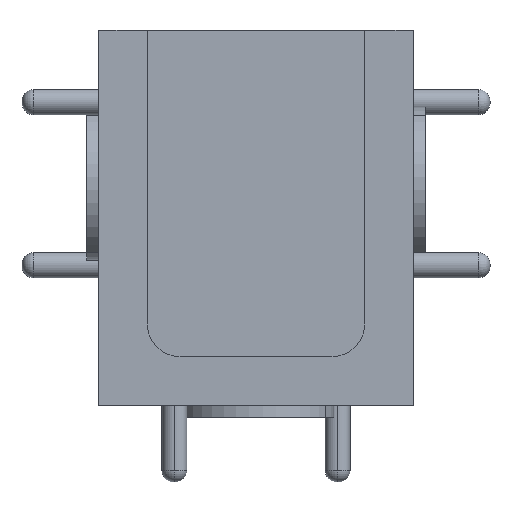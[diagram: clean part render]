
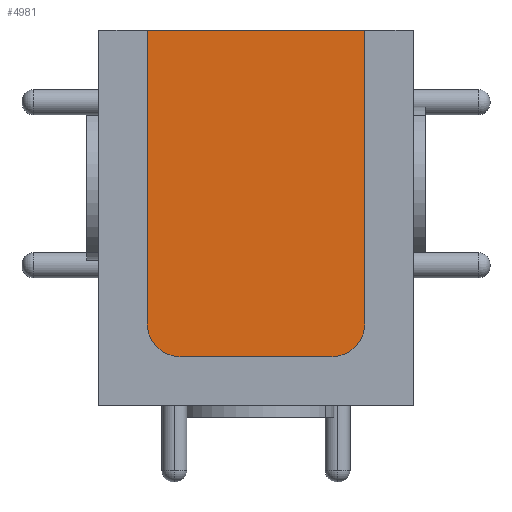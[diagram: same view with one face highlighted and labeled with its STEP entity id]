
A CAD part, front view. The second image highlights one B-rep face of the part: STEP entity #4981.
In plain terms, the highlighted planar face has unit normal (0, -1, 0).
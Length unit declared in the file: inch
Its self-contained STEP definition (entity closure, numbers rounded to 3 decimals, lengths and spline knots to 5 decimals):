
#75 = EDGE_CURVE ( 'NONE', #2451, #2328, #4955, .T. ) ;
#98 = CARTESIAN_POINT ( 'NONE',  ( -0.18528, -0.19795, -0.42189 ) ) ;
#142 = DIRECTION ( 'NONE',  ( 0., -1., 0. ) ) ;
#175 = CIRCLE ( 'NONE', #552, 0.08 ) ;
#552 = AXIS2_PLACEMENT_3D ( 'NONE', #4339, #142, #1959 ) ;
#649 = PLANE ( 'NONE',  #7595 ) ;
#1040 = EDGE_CURVE ( 'NONE', #2811, #3544, #5599, .T. ) ;
#1185 = VECTOR ( 'NONE', #2974, 39.37008 ) ;
#1352 = CARTESIAN_POINT ( 'NONE',  ( -0.18528, -0.19795, -0.34189 ) ) ;
#1447 = VECTOR ( 'NONE', #3694, 39.37008 ) ;
#1538 = AXIS2_PLACEMENT_3D ( 'NONE', #1352, #3772, #4407 ) ;
#1596 = ORIENTED_EDGE ( 'NONE', *, *, #5138, .T. ) ;
#1894 = EDGE_CURVE ( 'NONE', #4027, #2811, #175, .T. ) ;
#1959 = DIRECTION ( 'NONE',  ( 0., 0., -1. ) ) ;
#2120 = VERTEX_POINT ( 'NONE', #6570 ) ;
#2222 = CARTESIAN_POINT ( 'NONE',  ( 0.26528, -0.19795, 0.37488 ) ) ;
#2317 = EDGE_CURVE ( 'NONE', #2120, #2451, #5533, .T. ) ;
#2328 = VERTEX_POINT ( 'NONE', #98 ) ;
#2451 = VERTEX_POINT ( 'NONE', #6238 ) ;
#2485 = ORIENTED_EDGE ( 'NONE', *, *, #75, .T. ) ;
#2541 = EDGE_LOOP ( 'NONE', ( #4620, #2485, #1596, #7588, #3189, #3624 ) ) ;
#2811 = VERTEX_POINT ( 'NONE', #3101 ) ;
#2974 = DIRECTION ( 'NONE',  ( -1., 0., 0. ) ) ;
#3085 = VECTOR ( 'NONE', #6839, 39.37008 ) ;
#3101 = CARTESIAN_POINT ( 'NONE',  ( 0.26528, -0.19795, -0.34189 ) ) ;
#3149 = CARTESIAN_POINT ( 'NONE',  ( 0.26528, -0.19795, -0.42189 ) ) ;
#3189 = ORIENTED_EDGE ( 'NONE', *, *, #1040, .T. ) ;
#3200 = EDGE_CURVE ( 'NONE', #3544, #2120, #7346, .T. ) ;
#3544 = VERTEX_POINT ( 'NONE', #2222 ) ;
#3624 = ORIENTED_EDGE ( 'NONE', *, *, #3200, .T. ) ;
#3694 = DIRECTION ( 'NONE',  ( 0., 0., 1. ) ) ;
#3772 = DIRECTION ( 'NONE',  ( 0., -1., 0. ) ) ;
#4027 = VERTEX_POINT ( 'NONE', #5314 ) ;
#4339 = CARTESIAN_POINT ( 'NONE',  ( 0.18528, -0.19795, -0.34189 ) ) ;
#4407 = DIRECTION ( 'NONE',  ( 0., 0., -1. ) ) ;
#4414 = LINE ( 'NONE', #5011, #4530 ) ;
#4530 = VECTOR ( 'NONE', #5125, 39.37008 ) ;
#4620 = ORIENTED_EDGE ( 'NONE', *, *, #2317, .T. ) ;
#4812 = DIRECTION ( 'NONE',  ( 0., -1., 0. ) ) ;
#4848 = FACE_OUTER_BOUND ( 'NONE', #2541, .T. ) ;
#4955 = CIRCLE ( 'NONE', #1538, 0.08 ) ;
#4981 = ADVANCED_FACE ( 'NONE', ( #4848 ), #649, .T. ) ;
#5011 = CARTESIAN_POINT ( 'NONE',  ( -0.26528, -0.19795, -0.42189 ) ) ;
#5125 = DIRECTION ( 'NONE',  ( 1., 0., 0. ) ) ;
#5138 = EDGE_CURVE ( 'NONE', #2328, #4027, #4414, .T. ) ;
#5314 = CARTESIAN_POINT ( 'NONE',  ( 0.18528, -0.19795, -0.42189 ) ) ;
#5533 = LINE ( 'NONE', #7450, #3085 ) ;
#5599 = LINE ( 'NONE', #3149, #1447 ) ;
#6008 = CARTESIAN_POINT ( 'NONE',  ( 0., -0.19795, 0. ) ) ;
#6238 = CARTESIAN_POINT ( 'NONE',  ( -0.26528, -0.19795, -0.34189 ) ) ;
#6570 = CARTESIAN_POINT ( 'NONE',  ( -0.26528, -0.19795, 0.37488 ) ) ;
#6782 = CARTESIAN_POINT ( 'NONE',  ( 0.26528, -0.19795, 0.37488 ) ) ;
#6839 = DIRECTION ( 'NONE',  ( 0., 0., -1. ) ) ;
#7285 = DIRECTION ( 'NONE',  ( 0., 0., -1. ) ) ;
#7346 = LINE ( 'NONE', #6782, #1185 ) ;
#7450 = CARTESIAN_POINT ( 'NONE',  ( -0.26528, -0.19795, 0.37488 ) ) ;
#7588 = ORIENTED_EDGE ( 'NONE', *, *, #1894, .T. ) ;
#7595 = AXIS2_PLACEMENT_3D ( 'NONE', #6008, #4812, #7285 ) ;
